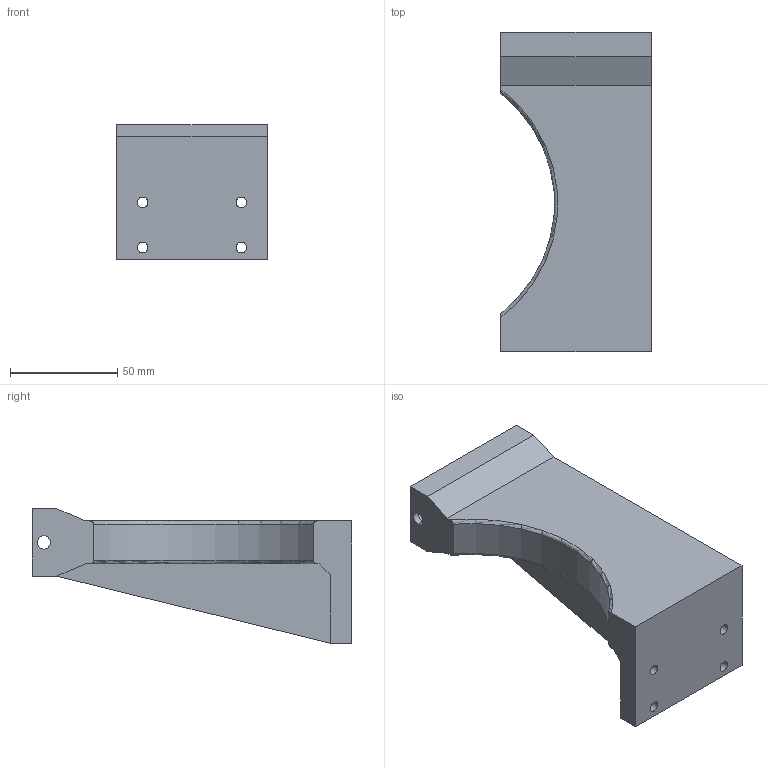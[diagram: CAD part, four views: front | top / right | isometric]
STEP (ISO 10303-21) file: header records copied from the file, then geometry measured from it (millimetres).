
FILE_DESCRIPTION((''),'2;1');
FILE_NAME('STTZE_RECHTS0','2024-10-22T22:41:16',('weiss'),(''),'CREO PARAMETRIC BY PTC INC, 2022014','CREO PARAMETRIC BY PTC INC, 2022014','');
FILE_SCHEMA(('CONFIG_CONTROL_DESIGN'));
Length unit declared in the file: millimetre
Products named in the file (1): STTZE_RECHTS0
Bounding box: 70 x 148.7 x 62.7 mm (x, y, z)
Volume: 227483.5 mm3; surface area: 41111.4 mm2
Topology: 1 solids, 1 shells, 67 faces, 174 edges, 112 vertices
Faces by surface type: plane 44, cylinder 13, cone 8, torus 2
Entity records: 2112 total; most frequent: CARTESIAN_POINT 383, ORIENTED_EDGE 348, DIRECTION 340, EDGE_CURVE 174, VECTOR 134, LINE 134, VERTEX_POINT 112, AXIS2_PLACEMENT_3D 103
